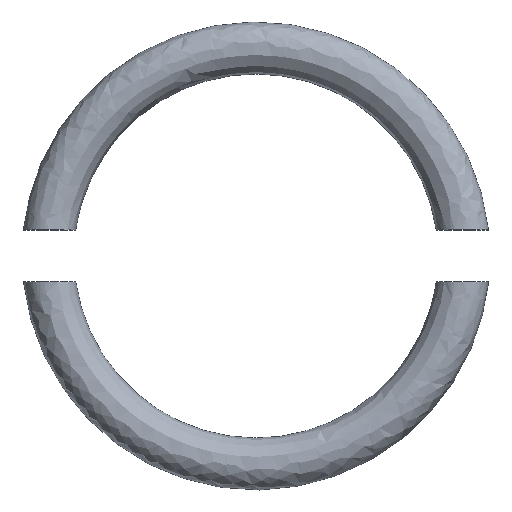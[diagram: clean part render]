
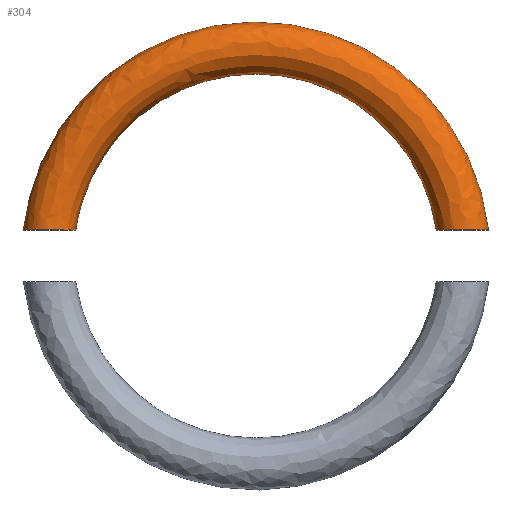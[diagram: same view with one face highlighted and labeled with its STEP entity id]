
A CAD part, top view. The second image highlights one B-rep face of the part: STEP entity #304.
In plain terms, the highlighted free-form (B-spline) face has degree [5, 5] with [9, 6] control points.
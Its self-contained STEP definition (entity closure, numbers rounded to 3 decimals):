
#139=CARTESIAN_POINT('Control Point',(13.856,2.,0.)) ;
#140=CARTESIAN_POINT('Control Point',(13.109,7.181,0.)) ;
#141=CARTESIAN_POINT('Control Point',(9.944,11.996,0.)) ;
#142=CARTESIAN_POINT('Control Point',(4.612,14.895,0.)) ;
#143=CARTESIAN_POINT('Control Point',(-4.235,14.905,0.)) ;
#144=CARTESIAN_POINT('Control Point',(-10.658,9.718,0.)) ;
#145=CARTESIAN_POINT('Control Point',(-12.383,7.395,0.)) ;
#146=CARTESIAN_POINT('Control Point',(-13.46,4.747,0.)) ;
#147=CARTESIAN_POINT('Control Point',(-13.856,2.,0.)) ;
#148=CARTESIAN_POINT('Vertex',(13.856,2.,0.)) ;
#150=CARTESIAN_POINT('Vertex',(-13.856,2.,0.)) ;
#169=CARTESIAN_POINT('Vertex',(-17.889,2.,0.)) ;
#173=CARTESIAN_POINT('Control Point',(17.889,2.,0.)) ;
#174=CARTESIAN_POINT('Control Point',(17.128,8.805,0.)) ;
#175=CARTESIAN_POINT('Control Point',(13.136,15.229,0.)) ;
#176=CARTESIAN_POINT('Control Point',(6.185,19.15,0.)) ;
#177=CARTESIAN_POINT('Control Point',(-5.48,19.239,0.)) ;
#178=CARTESIAN_POINT('Control Point',(-13.888,12.344,0.)) ;
#179=CARTESIAN_POINT('Control Point',(-16.133,9.217,0.)) ;
#180=CARTESIAN_POINT('Control Point',(-17.479,5.662,0.)) ;
#181=CARTESIAN_POINT('Control Point',(-17.889,2.,0.)) ;
#182=CARTESIAN_POINT('Vertex',(17.889,2.,0.)) ;
#210=CARTESIAN_POINT('Control Point',(14.,0.,0.)) ;
#211=CARTESIAN_POINT('Control Point',(14.,0.,8.)) ;
#212=CARTESIAN_POINT('Control Point',(22.,0.,4.)) ;
#213=CARTESIAN_POINT('Control Point',(22.,0.,-4.)) ;
#214=CARTESIAN_POINT('Control Point',(14.,0.,-8.)) ;
#215=CARTESIAN_POINT('Control Point',(14.,0.,0.)) ;
#216=CARTESIAN_POINT('Control Point',(14.,5.639,0.)) ;
#217=CARTESIAN_POINT('Control Point',(14.,5.639,8.)) ;
#218=CARTESIAN_POINT('Control Point',(22.,8.862,4.)) ;
#219=CARTESIAN_POINT('Control Point',(22.,8.862,-4.)) ;
#220=CARTESIAN_POINT('Control Point',(14.,5.639,-8.)) ;
#221=CARTESIAN_POINT('Control Point',(14.,5.639,0.)) ;
#222=CARTESIAN_POINT('Control Point',(11.161,11.278,0.)) ;
#223=CARTESIAN_POINT('Control Point',(11.161,11.278,8.)) ;
#224=CARTESIAN_POINT('Control Point',(17.538,17.723,4.)) ;
#225=CARTESIAN_POINT('Control Point',(17.538,17.723,-4.)) ;
#226=CARTESIAN_POINT('Control Point',(11.161,11.278,-8.)) ;
#227=CARTESIAN_POINT('Control Point',(11.161,11.278,0.)) ;
#228=CARTESIAN_POINT('Control Point',(5.505,14.881,0.)) ;
#229=CARTESIAN_POINT('Control Point',(5.505,14.881,8.)) ;
#230=CARTESIAN_POINT('Control Point',(8.651,23.385,4.)) ;
#231=CARTESIAN_POINT('Control Point',(8.651,23.385,-4.)) ;
#232=CARTESIAN_POINT('Control Point',(5.505,14.881,-8.)) ;
#233=CARTESIAN_POINT('Control Point',(5.505,14.881,0.)) ;
#234=CARTESIAN_POINT('Control Point',(-4.362,15.179,0.)) ;
#235=CARTESIAN_POINT('Control Point',(-4.362,15.179,8.)) ;
#236=CARTESIAN_POINT('Control Point',(-6.855,23.852,4.)) ;
#237=CARTESIAN_POINT('Control Point',(-6.855,23.852,-4.)) ;
#238=CARTESIAN_POINT('Control Point',(-4.362,15.179,-8.)) ;
#239=CARTESIAN_POINT('Control Point',(-4.362,15.179,0.)) ;
#240=CARTESIAN_POINT('Control Point',(-11.296,9.185,0.)) ;
#241=CARTESIAN_POINT('Control Point',(-11.296,9.185,8.)) ;
#242=CARTESIAN_POINT('Control Point',(-17.75,14.434,4.)) ;
#243=CARTESIAN_POINT('Control Point',(-17.75,14.434,-4.)) ;
#244=CARTESIAN_POINT('Control Point',(-11.296,9.185,-8.)) ;
#245=CARTESIAN_POINT('Control Point',(-11.296,9.185,0.)) ;
#246=CARTESIAN_POINT('Control Point',(-13.098,6.356,0.)) ;
#247=CARTESIAN_POINT('Control Point',(-13.098,6.356,8.)) ;
#248=CARTESIAN_POINT('Control Point',(-20.583,9.987,4.)) ;
#249=CARTESIAN_POINT('Control Point',(-20.583,9.987,-4.)) ;
#250=CARTESIAN_POINT('Control Point',(-13.098,6.356,-8.)) ;
#251=CARTESIAN_POINT('Control Point',(-13.098,6.356,0.)) ;
#252=CARTESIAN_POINT('Control Point',(-14.,3.178,0.)) ;
#253=CARTESIAN_POINT('Control Point',(-14.,3.178,8.)) ;
#254=CARTESIAN_POINT('Control Point',(-22.,4.994,4.)) ;
#255=CARTESIAN_POINT('Control Point',(-22.,4.994,-4.)) ;
#256=CARTESIAN_POINT('Control Point',(-14.,3.178,-8.)) ;
#257=CARTESIAN_POINT('Control Point',(-14.,3.178,0.)) ;
#258=CARTESIAN_POINT('Control Point',(-14.,0.,0.)) ;
#259=CARTESIAN_POINT('Control Point',(-14.,0.,8.)) ;
#260=CARTESIAN_POINT('Control Point',(-22.,0.,4.)) ;
#261=CARTESIAN_POINT('Control Point',(-22.,0.,-4.)) ;
#262=CARTESIAN_POINT('Control Point',(-14.,0.,-8.)) ;
#263=CARTESIAN_POINT('Control Point',(-14.,0.,0.)) ;
#265=CARTESIAN_POINT('Control Point',(-13.856,2.,0.)) ;
#266=CARTESIAN_POINT('Control Point',(-13.856,2.,0.34)) ;
#267=CARTESIAN_POINT('Control Point',(-13.929,2.,0.705)) ;
#268=CARTESIAN_POINT('Control Point',(-14.098,2.,1.076)) ;
#269=CARTESIAN_POINT('Control Point',(-14.532,2.,1.591)) ;
#270=CARTESIAN_POINT('Control Point',(-15.163,2.,1.897)) ;
#271=CARTESIAN_POINT('Control Point',(-15.413,2.,1.973)) ;
#272=CARTESIAN_POINT('Control Point',(-16.041,2.,2.056)) ;
#273=CARTESIAN_POINT('Control Point',(-16.683,2.,1.891)) ;
#274=CARTESIAN_POINT('Control Point',(-17.035,2.,1.704)) ;
#275=CARTESIAN_POINT('Control Point',(-17.508,2.,1.275)) ;
#276=CARTESIAN_POINT('Control Point',(-17.782,2.,0.704)) ;
#277=CARTESIAN_POINT('Control Point',(-17.853,2.,0.474)) ;
#278=CARTESIAN_POINT('Control Point',(-17.889,2.,0.237)) ;
#279=CARTESIAN_POINT('Control Point',(-17.889,2.,0.)) ;
#282=CARTESIAN_POINT('Control Point',(13.856,2.,0.)) ;
#283=CARTESIAN_POINT('Control Point',(13.856,2.,0.34)) ;
#284=CARTESIAN_POINT('Control Point',(13.929,2.,0.705)) ;
#285=CARTESIAN_POINT('Control Point',(14.098,2.,1.076)) ;
#286=CARTESIAN_POINT('Control Point',(14.532,2.,1.591)) ;
#287=CARTESIAN_POINT('Control Point',(15.163,2.,1.897)) ;
#288=CARTESIAN_POINT('Control Point',(15.413,2.,1.973)) ;
#289=CARTESIAN_POINT('Control Point',(16.041,2.,2.056)) ;
#290=CARTESIAN_POINT('Control Point',(16.683,2.,1.891)) ;
#291=CARTESIAN_POINT('Control Point',(17.035,2.,1.704)) ;
#292=CARTESIAN_POINT('Control Point',(17.508,2.,1.275)) ;
#293=CARTESIAN_POINT('Control Point',(17.782,2.,0.704)) ;
#294=CARTESIAN_POINT('Control Point',(17.853,2.,0.474)) ;
#295=CARTESIAN_POINT('Control Point',(17.889,2.,0.237)) ;
#296=CARTESIAN_POINT('Control Point',(17.889,2.,0.)) ;
#299=ORIENTED_EDGE('',*,*,#184,.T.) ;
#300=ORIENTED_EDGE('',*,*,#280,.F.) ;
#301=ORIENTED_EDGE('',*,*,#152,.F.) ;
#302=ORIENTED_EDGE('',*,*,#297,.T.) ;
#304=ADVANCED_FACE('PartBody',(#303),#209,.F.) ;
#264=B_SPLINE_CURVE_WITH_KNOTS('',5,(#265,#266,#267,#268,#269,#270,#271,#272,#273,#274,#275,#276,#277,#278,#279),.UNSPECIFIED.,.F.,.U.,(6,3,3,3,6),(0.,3.164,4.965,7.463,8.971),.UNSPECIFIED.) ;
#281=B_SPLINE_CURVE_WITH_KNOTS('',5,(#282,#283,#284,#285,#286,#287,#288,#289,#290,#291,#292,#293,#294,#295,#296),.UNSPECIFIED.,.F.,.U.,(6,3,3,3,6),(0.,3.164,4.965,7.463,8.971),.UNSPECIFIED.) ;
#152=EDGE_CURVE('',#149,#151,#138,.T.) ;
#184=EDGE_CURVE('',#183,#170,#172,.T.) ;
#280=EDGE_CURVE('',#151,#170,#264,.T.) ;
#297=EDGE_CURVE('',#149,#183,#281,.T.) ;
#298=EDGE_LOOP('',(#299,#300,#301,#302)) ;
#303=FACE_OUTER_BOUND('',#298,.T.) ;
#149=VERTEX_POINT('',#148) ;
#151=VERTEX_POINT('',#150) ;
#170=VERTEX_POINT('',#169) ;
#183=VERTEX_POINT('',#182) ;
#138=(BOUNDED_CURVE()B_SPLINE_CURVE(5,(#139,#140,#141,#142,#143,#144,#145,#146,#147),.UNSPECIFIED.,.F.,.U.)B_SPLINE_CURVE_WITH_KNOTS((6,3,6),(2.294,32.224,48.089),.UNSPECIFIED.)CURVE()GEOMETRIC_REPRESENTATION_ITEM()RATIONAL_B_SPLINE_CURVE((1.,1.,1.,1.,1.,1.,1.,1.,1.))REPRESENTATION_ITEM('')) ;
#172=(BOUNDED_CURVE()B_SPLINE_CURVE(5,(#173,#174,#175,#176,#177,#178,#179,#180,#181),.UNSPECIFIED.,.F.,.U.)B_SPLINE_CURVE_WITH_KNOTS((6,3,6),(1.782,32.224,48.601),.UNSPECIFIED.)CURVE()GEOMETRIC_REPRESENTATION_ITEM()RATIONAL_B_SPLINE_CURVE((0.25,0.25,0.25,0.25,0.25,0.25,0.25,0.25,0.25))REPRESENTATION_ITEM('')) ;
#209=(BOUNDED_SURFACE()B_SPLINE_SURFACE(5,5,((#210,#211,#212,#213,#214,#215),(#216,#217,#218,#219,#220,#221),(#222,#223,#224,#225,#226,#227),(#228,#229,#230,#231,#232,#233),(#234,#235,#236,#237,#238,#239),(#240,#241,#242,#243,#244,#245),(#246,#247,#248,#249,#250,#251),(#252,#253,#254,#255,#256,#257),(#258,#259,#260,#261,#262,#263)),.UNSPECIFIED.,.F.,.F.,.U.)B_SPLINE_SURFACE_WITH_KNOTS((6,3,6),(6,6),(0.,32.224,50.382),(0.,12.566),.UNSPECIFIED.)GEOMETRIC_REPRESENTATION_ITEM()RATIONAL_B_SPLINE_SURFACE(((1.,0.2,0.2,0.2,0.2,1.),(1.,0.2,0.2,0.2,0.2,1.),(1.,0.2,0.2,0.2,0.2,1.),(1.,0.2,0.2,0.2,0.2,1.),(1.,0.2,0.2,0.2,0.2,1.),(1.,0.2,0.2,0.2,0.2,1.),(1.,0.2,0.2,0.2,0.2,1.),(1.,0.2,0.2,0.2,0.2,1.),(1.,0.2,0.2,0.2,0.2,1.)))REPRESENTATION_ITEM('Rational BSpline Surface')SURFACE()) ;
